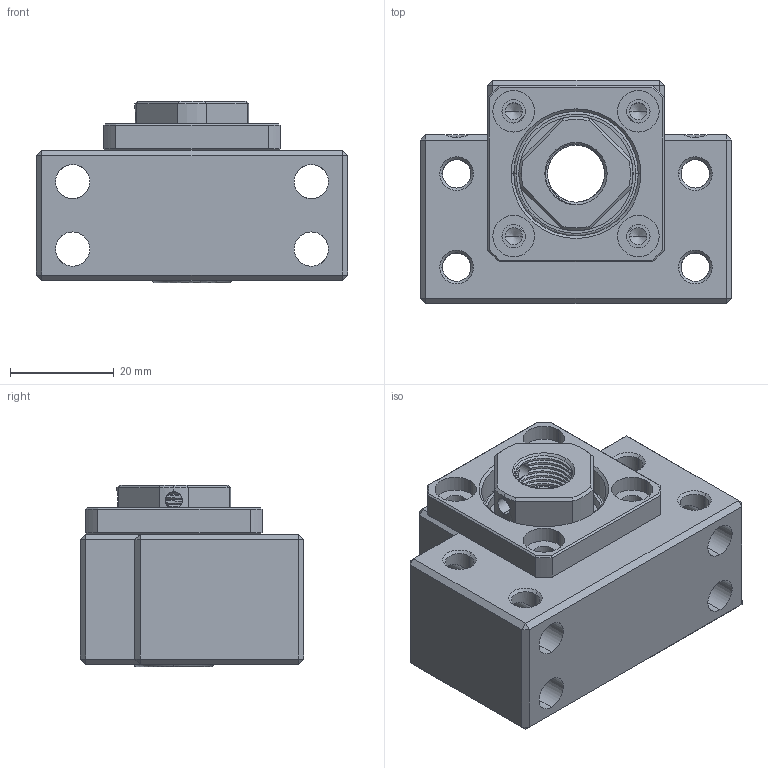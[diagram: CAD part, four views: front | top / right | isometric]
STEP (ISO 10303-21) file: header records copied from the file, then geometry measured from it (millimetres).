
FILE_DESCRIPTION (( 'STEP AP203' ), '1' );
FILE_NAME ('BK12.STEP', '2017-05-04T11:51:31', ( 'User' ), ( '' ), 'SwSTEP 2.0', 'SolidWorks 2015', '' );
FILE_SCHEMA (( 'CONFIG_CONTROL_DESIGN' ));
Length unit declared in the file: millimetre
Products named in the file (1): BK12
Bounding box: 60 x 43 x 35 mm (x, y, z)
Volume: 48235.1 mm3; surface area: 28623.4 mm2
Topology: 35 solids, 35 shells, 486 faces, 1235 edges, 711 vertices
Faces by surface type: bspline 153, cylinder 152, plane 103, cone 76, torus 2
Entity records: 18616 total; most frequent: CARTESIAN_POINT 8531, ORIENTED_EDGE 2262, DIRECTION 1862, EDGE_CURVE 1131, AXIS2_PLACEMENT_3D 755, VERTEX_POINT 711, EDGE_LOOP 548, ADVANCED_FACE 486
